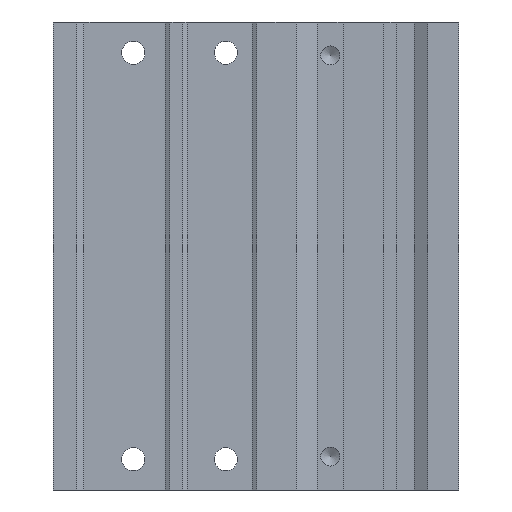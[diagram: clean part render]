
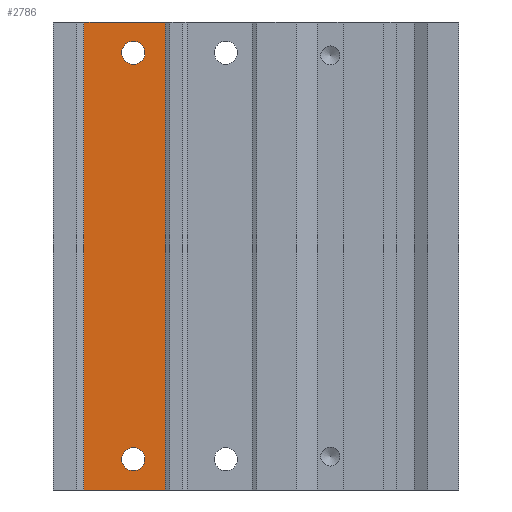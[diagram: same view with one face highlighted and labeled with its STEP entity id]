
A CAD part, front view. The second image highlights one B-rep face of the part: STEP entity #2786.
In plain terms, the highlighted planar face has unit normal (0, -1, 0).
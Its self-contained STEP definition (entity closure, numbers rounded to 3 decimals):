
#58=PLANE('',#3040);
#211=CIRCLE('',#3041,2.25);
#212=CIRCLE('',#3042,2.25);
#336=LINE('',#4624,#510);
#337=LINE('',#4630,#511);
#338=LINE('',#4632,#512);
#339=LINE('',#4634,#513);
#510=VECTOR('',#3509,1000.);
#511=VECTOR('',#3516,1000.);
#512=VECTOR('',#3517,1000.);
#513=VECTOR('',#3518,1000.);
#817=ORIENTED_EDGE('',*,*,#1522,.T.);
#818=ORIENTED_EDGE('',*,*,#1523,.T.);
#819=ORIENTED_EDGE('',*,*,#1524,.F.);
#820=ORIENTED_EDGE('',*,*,#1521,.F.);
#821=ORIENTED_EDGE('',*,*,#1525,.T.);
#822=ORIENTED_EDGE('',*,*,#1526,.T.);
#1521=EDGE_CURVE('',#1867,#1866,#336,.T.);
#1522=EDGE_CURVE('',#1868,#1868,#211,.F.);
#1523=EDGE_CURVE('',#1869,#1869,#212,.F.);
#1524=EDGE_CURVE('',#1866,#1870,#337,.T.);
#1525=EDGE_CURVE('',#1867,#1871,#338,.T.);
#1526=EDGE_CURVE('',#1871,#1870,#339,.T.);
#1866=VERTEX_POINT('',#4621);
#1867=VERTEX_POINT('',#4623);
#1868=VERTEX_POINT('',#4627);
#1869=VERTEX_POINT('',#4629);
#1870=VERTEX_POINT('',#4631);
#1871=VERTEX_POINT('',#4633);
#2132=EDGE_LOOP('',(#817));
#2133=EDGE_LOOP('',(#818));
#2134=EDGE_LOOP('',(#819,#820,#821,#822));
#2424=FACE_BOUND('',#2132,.T.);
#2425=FACE_BOUND('',#2133,.T.);
#2426=FACE_BOUND('',#2134,.T.);
#2786=ADVANCED_FACE('',(#2424,#2425,#2426),#58,.T.);
#3040=AXIS2_PLACEMENT_3D('',#4625,#3510,#3511);
#3041=AXIS2_PLACEMENT_3D('',#4626,#3512,#3513);
#3042=AXIS2_PLACEMENT_3D('',#4628,#3514,#3515);
#3509=DIRECTION('',(0.,0.,1.));
#3510=DIRECTION('',(0.,-1.,0.));
#3511=DIRECTION('',(0.,0.,-1.));
#3512=DIRECTION('',(0.,-1.,0.));
#3513=DIRECTION('',(0.,0.,-1.));
#3514=DIRECTION('',(0.,-1.,0.));
#3515=DIRECTION('',(0.,0.,-1.));
#3516=DIRECTION('',(1.,0.,0.));
#3517=DIRECTION('',(1.,0.,0.));
#3518=DIRECTION('',(0.,0.,1.));
#4621=CARTESIAN_POINT('',(6.,0.5,0.));
#4623=CARTESIAN_POINT('',(6.,0.5,-91.));
#4624=CARTESIAN_POINT('',(6.,0.5,-91.));
#4625=CARTESIAN_POINT('',(6.,0.5,-91.));
#4626=CARTESIAN_POINT('',(15.6,0.5,-6.));
#4627=CARTESIAN_POINT('',(15.6,0.5,-8.25));
#4628=CARTESIAN_POINT('',(15.6,0.5,-85.));
#4629=CARTESIAN_POINT('',(15.6,0.5,-87.25));
#4630=CARTESIAN_POINT('',(6.,0.5,0.));
#4631=CARTESIAN_POINT('',(21.834,0.5,0.));
#4632=CARTESIAN_POINT('',(6.,0.5,-91.));
#4633=CARTESIAN_POINT('',(21.834,0.5,-91.));
#4634=CARTESIAN_POINT('',(21.834,0.5,-91.));
